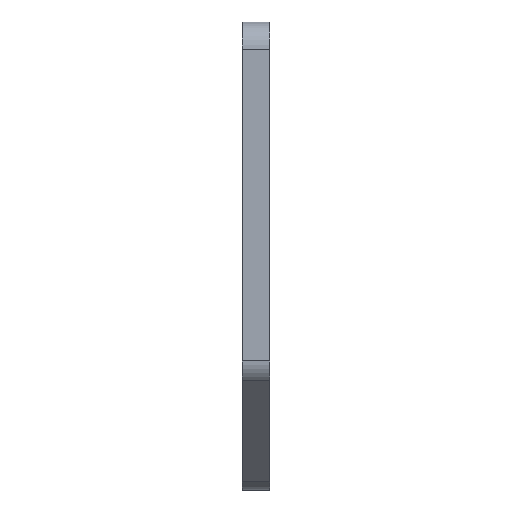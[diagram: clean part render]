
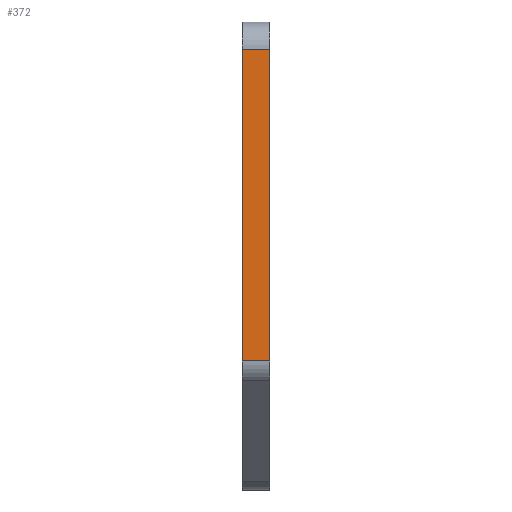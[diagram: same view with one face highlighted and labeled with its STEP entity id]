
A CAD part, left-side view. The second image highlights one B-rep face of the part: STEP entity #372.
In plain terms, the highlighted planar face has unit normal (-1, 0, 0).
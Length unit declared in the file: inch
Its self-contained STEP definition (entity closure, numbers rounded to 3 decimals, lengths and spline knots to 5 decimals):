
#30 = LINE ( 'NONE', #1923, #1639 ) ;
#127 = EDGE_CURVE ( 'NONE', #616, #1075, #1569, .T. ) ;
#141 = EDGE_CURVE ( 'NONE', #977, #701, #30, .T. ) ;
#290 = DIRECTION ( 'NONE',  ( 0., 0., -1. ) ) ;
#317 = DIRECTION ( 'NONE',  ( 1., 0., 0. ) ) ;
#343 = CARTESIAN_POINT ( 'NONE',  ( -1.245, 0.125, 0.71213 ) ) ;
#351 = EDGE_CURVE ( 'NONE', #701, #616, #1903, .T. ) ;
#352 = PLANE ( 'NONE',  #1271 ) ;
#372 = ADVANCED_FACE ( 'NONE', ( #1859 ), #352, .F. ) ;
#389 = CARTESIAN_POINT ( 'NONE',  ( -1.245, 0., -0.66035 ) ) ;
#509 = LINE ( 'NONE', #674, #1668 ) ;
#573 = CARTESIAN_POINT ( 'NONE',  ( -1.245, 0., 0.71213 ) ) ;
#614 = DIRECTION ( 'NONE',  ( 0., 0., 1. ) ) ;
#616 = VERTEX_POINT ( 'NONE', #1323 ) ;
#674 = CARTESIAN_POINT ( 'NONE',  ( -1.245, 0.125, 0.71213 ) ) ;
#686 = EDGE_CURVE ( 'NONE', #977, #1075, #509, .T. ) ;
#698 = VECTOR ( 'NONE', #614, 39.37008 ) ;
#701 = VERTEX_POINT ( 'NONE', #389 ) ;
#823 = DIRECTION ( 'NONE',  ( 0., 0., 1. ) ) ;
#931 = ORIENTED_EDGE ( 'NONE', *, *, #351, .T. ) ;
#977 = VERTEX_POINT ( 'NONE', #1191 ) ;
#1057 = ORIENTED_EDGE ( 'NONE', *, *, #127, .T. ) ;
#1075 = VERTEX_POINT ( 'NONE', #1760 ) ;
#1181 = ORIENTED_EDGE ( 'NONE', *, *, #141, .T. ) ;
#1191 = CARTESIAN_POINT ( 'NONE',  ( -1.245, 0.125, -0.66035 ) ) ;
#1271 = AXIS2_PLACEMENT_3D ( 'NONE', #343, #317, #290 ) ;
#1323 = CARTESIAN_POINT ( 'NONE',  ( -1.245, 0., 0.75 ) ) ;
#1569 = LINE ( 'NONE', #1956, #1861 ) ;
#1639 = VECTOR ( 'NONE', #1926, 39.37008 ) ;
#1668 = VECTOR ( 'NONE', #823, 39.37008 ) ;
#1719 = EDGE_LOOP ( 'NONE', ( #931, #1057, #1839, #1181 ) ) ;
#1760 = CARTESIAN_POINT ( 'NONE',  ( -1.245, 0.125, 0.75 ) ) ;
#1839 = ORIENTED_EDGE ( 'NONE', *, *, #686, .F. ) ;
#1859 = FACE_OUTER_BOUND ( 'NONE', #1719, .T. ) ;
#1861 = VECTOR ( 'NONE', #1947, 39.37008 ) ;
#1903 = LINE ( 'NONE', #573, #698 ) ;
#1923 = CARTESIAN_POINT ( 'NONE',  ( -1.245, 0.125, -0.66035 ) ) ;
#1926 = DIRECTION ( 'NONE',  ( 0., -1., 0. ) ) ;
#1947 = DIRECTION ( 'NONE',  ( 0., 1., 0. ) ) ;
#1956 = CARTESIAN_POINT ( 'NONE',  ( -1.245, 0.125, 0.75 ) ) ;
